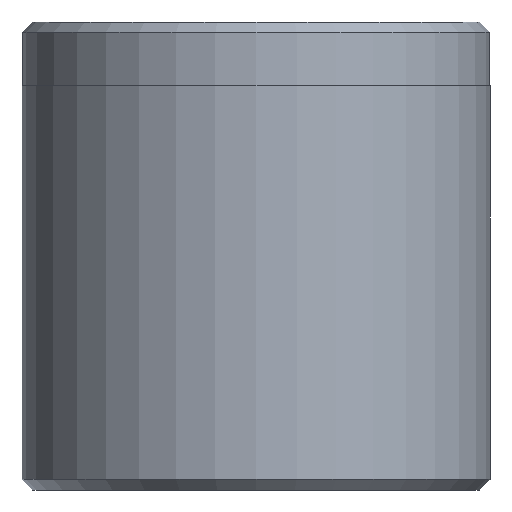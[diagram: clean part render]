
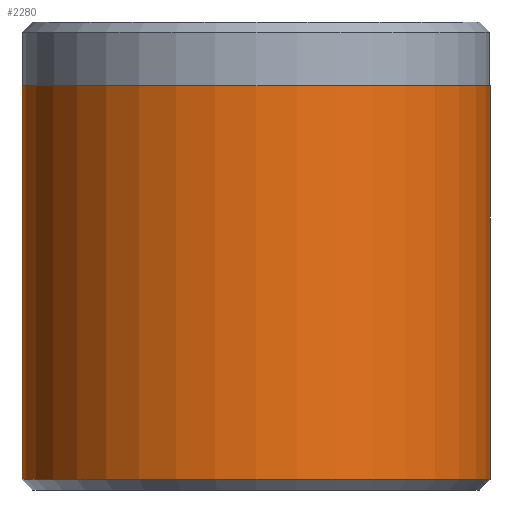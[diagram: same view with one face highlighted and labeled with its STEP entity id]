
A CAD part, front view. The second image highlights one B-rep face of the part: STEP entity #2280.
In plain terms, the highlighted cylindrical face has radius 11 mm (diameter 22 mm), a partial arc.
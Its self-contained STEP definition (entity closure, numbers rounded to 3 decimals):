
#25 = AXIS2_PLACEMENT_3D ( 'NONE', #1218, #239, #2237 ) ;
#45 = CIRCLE ( 'NONE', #2168, 11. ) ;
#118 = EDGE_CURVE ( 'NONE', #914, #2200, #1656, .T. ) ;
#239 = DIRECTION ( 'NONE',  ( 0., 0., -1. ) ) ;
#296 = VERTEX_POINT ( 'NONE', #1102 ) ;
#357 = DIRECTION ( 'NONE',  ( 1., 0., 0. ) ) ;
#369 = DIRECTION ( 'NONE',  ( 0., 0., 1. ) ) ;
#376 = CARTESIAN_POINT ( 'NONE',  ( 0., 0., 19. ) ) ;
#457 = VERTEX_POINT ( 'NONE', #773 ) ;
#585 = LINE ( 'NONE', #2076, #1915 ) ;
#631 = AXIS2_PLACEMENT_3D ( 'NONE', #1253, #1242, #1231 ) ;
#648 = EDGE_CURVE ( 'NONE', #914, #457, #45, .T. ) ;
#773 = CARTESIAN_POINT ( 'NONE',  ( 11., 0., 19. ) ) ;
#790 = CARTESIAN_POINT ( 'NONE',  ( -11., 0., 0.5 ) ) ;
#809 = DIRECTION ( 'NONE',  ( 0., 0., -1. ) ) ;
#914 = VERTEX_POINT ( 'NONE', #1607 ) ;
#1004 = VECTOR ( 'NONE', #1606, 1000. ) ;
#1037 = EDGE_CURVE ( 'NONE', #2200, #296, #2279, .T. ) ;
#1102 = CARTESIAN_POINT ( 'NONE',  ( 11., 0., 0.5 ) ) ;
#1218 = CARTESIAN_POINT ( 'NONE',  ( 0., 0., 22. ) ) ;
#1231 = DIRECTION ( 'NONE',  ( 1., 0., 0. ) ) ;
#1242 = DIRECTION ( 'NONE',  ( 0., 0., 1. ) ) ;
#1253 = CARTESIAN_POINT ( 'NONE',  ( 0., 0., 0.5 ) ) ;
#1511 = EDGE_LOOP ( 'NONE', ( #1758, #1736, #1779, #2208 ) ) ;
#1606 = DIRECTION ( 'NONE',  ( 0., 0., -1. ) ) ;
#1607 = CARTESIAN_POINT ( 'NONE',  ( -11., 0., 19. ) ) ;
#1656 = LINE ( 'NONE', #1658, #1004 ) ;
#1658 = CARTESIAN_POINT ( 'NONE',  ( -11., 0., 22. ) ) ;
#1736 = ORIENTED_EDGE ( 'NONE', *, *, #648, .F. ) ;
#1758 = ORIENTED_EDGE ( 'NONE', *, *, #2241, .F. ) ;
#1779 = ORIENTED_EDGE ( 'NONE', *, *, #118, .T. ) ;
#1822 = CYLINDRICAL_SURFACE ( 'NONE', #25, 11. ) ;
#1915 = VECTOR ( 'NONE', #809, 1000. ) ;
#2076 = CARTESIAN_POINT ( 'NONE',  ( 11., 0., 22. ) ) ;
#2168 = AXIS2_PLACEMENT_3D ( 'NONE', #376, #369, #357 ) ;
#2200 = VERTEX_POINT ( 'NONE', #790 ) ;
#2208 = ORIENTED_EDGE ( 'NONE', *, *, #1037, .T. ) ;
#2237 = DIRECTION ( 'NONE',  ( -1., 0., 0. ) ) ;
#2241 = EDGE_CURVE ( 'NONE', #457, #296, #585, .T. ) ;
#2279 = CIRCLE ( 'NONE', #631, 11. ) ;
#2280 = ADVANCED_FACE ( 'NONE', ( #2312 ), #1822, .T. ) ;
#2312 = FACE_OUTER_BOUND ( 'NONE', #1511, .T. ) ;
